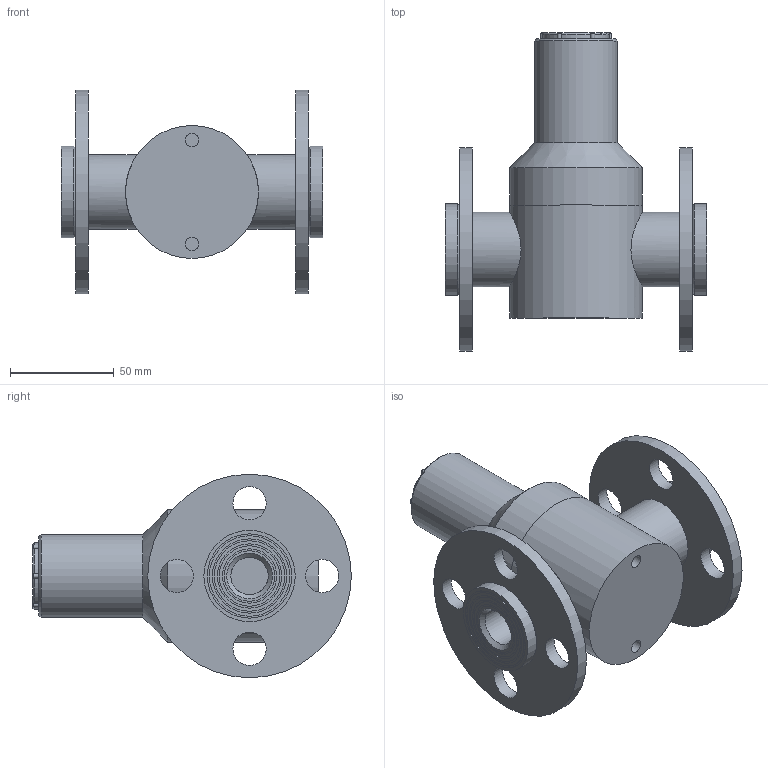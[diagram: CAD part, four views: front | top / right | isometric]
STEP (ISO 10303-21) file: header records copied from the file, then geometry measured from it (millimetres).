
FILE_DESCRIPTION (( 'STEP AP214' ), '1' );
FILE_NAME ('3-4-1104-1X-150.STEP', '2019-10-28T13:13:43', ( '' ), ( '' ), 'SwSTEP 2.0', 'SolidWorks 2020', '' );
FILE_SCHEMA (( 'AUTOMOTIVE_DESIGN' ));
Length unit declared in the file: millimetre
Products named in the file (6): 25mm Dust Cap; 25mm Fusion Stub - PP; PVC Bonnet all size_25mm PVC-304; 3-4 inch ANSI 150 SS BR; 25mm Fusion Weld body - PS-90-148; 3-4-1104-1X-150
Assembly tree (7 placements, depth 2):
  3-4-1104-1X-150
    25mm Fusion Weld body - PS-90-148
    25mm Fusion Stub - PP  x2
    PVC Bonnet all size_25mm PVC-304
    25mm Dust Cap
    3-4 inch ANSI 150 SS BR  x2
Bounding box: 125.9 x 153.4 x 98 mm (x, y, z)
Volume: 451070.1 mm3; surface area: 90080 mm2
Topology: 7 solids, 7 shells, 120 faces, 240 edges, 159 vertices
Faces by surface type: cylinder 57, plane 44, cone 7, torus 7, bspline 5
Full cylindrical faces by diameter (mm): 6.35 x2, 16 x8, 18 x2, 19 x2, 24.348 x2, 26.148 x2, 29.148 x2, 30.948 x2, 33.948 x2, 35.748 x2, 36 x2, 36.5 x2, 38.748 x2, 40 x1, 40.548 x2, 40.8 x1, 44 x2, 64 x2, 98 x2
Entity records: 4544 total; most frequent: CARTESIAN_POINT 2616, DIRECTION 369, ORIENTED_EDGE 272, AXIS2_PLACEMENT_3D 177, EDGE_LOOP 153, EDGE_CURVE 136, FACE_OUTER_BOUND 120, VERTEX_POINT 111
